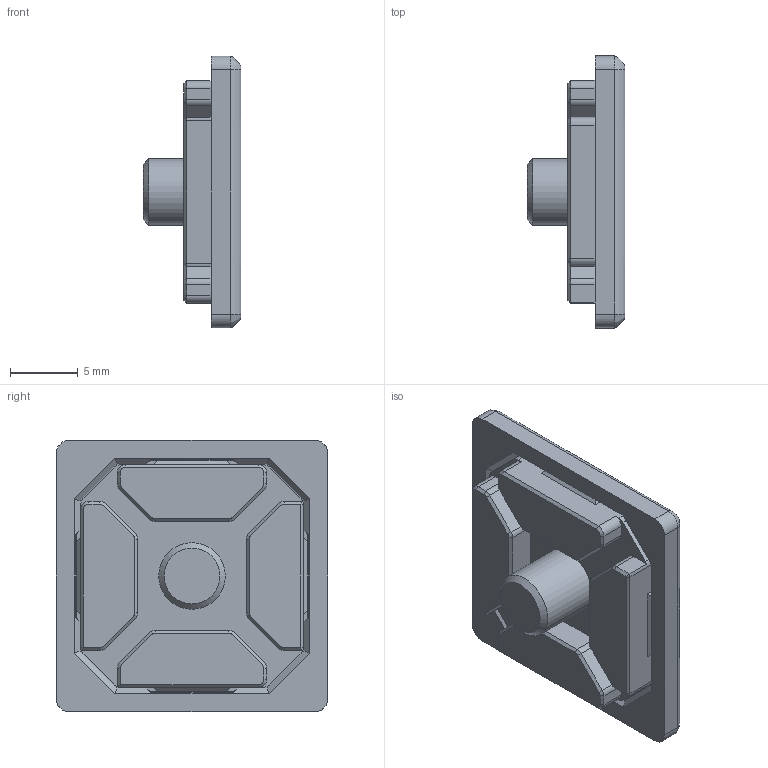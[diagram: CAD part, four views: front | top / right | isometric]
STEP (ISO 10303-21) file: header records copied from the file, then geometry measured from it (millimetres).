
FILE_DESCRIPTION(/* description */ (''),/* implementation_level */ '2;1');
FILE_NAME(/* name */ '2020-endcap.step',/* time_stamp */ '2021-04-09T18:41:55-03:00',/* author */ (''),/* organization */ (''),/* preprocessor_version */ 'ST-DEVELOPER v18.1',/* originating_system */ 'Autodesk Translation Framework v10.6.0.1341',/* authorisation */ '');
FILE_SCHEMA (('AUTOMOTIVE_DESIGN { 1 0 10303 214 3 1 1 }'));
Length unit declared in the file: millimetre
Products named in the file (3): BT3D-2020-endcap; accent; Cap
Assembly tree (2 placements, depth 2):
  BT3D-2020-endcap
    accent
    Cap
Bounding box: 7.2 x 20 x 20 mm (x, y, z)
Volume: 1171.2 mm3; surface area: 1867.1 mm2
Topology: 3 solids, 3 shells, 204 faces, 523 edges, 327 vertices
Faces by surface type: plane 132, cylinder 39, cone 25, bspline 8
Full cylindrical faces by diameter (mm): 4 x1, 4.9 x1
Entity records: 6649 total; most frequent: CARTESIAN_POINT 1587, ORIENTED_EDGE 1046, DIRECTION 1000, EDGE_CURVE 523, LINE 392, VECTOR 392, VERTEX_POINT 327, AXIS2_PLACEMENT_3D 304
